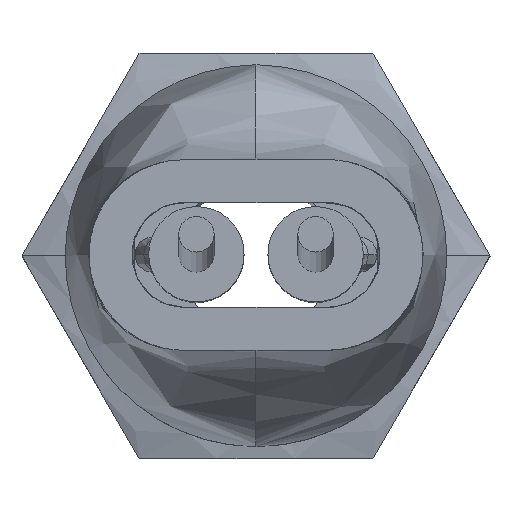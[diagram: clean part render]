
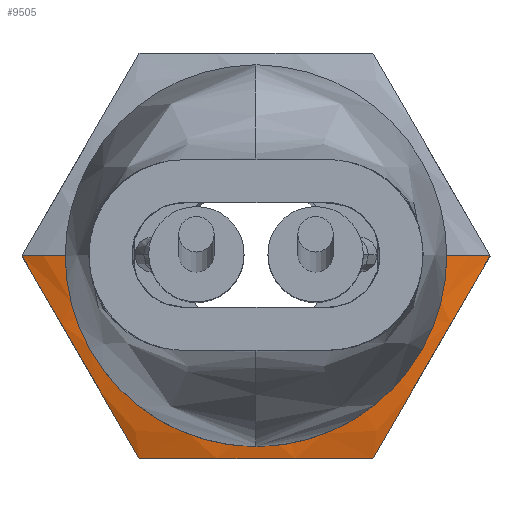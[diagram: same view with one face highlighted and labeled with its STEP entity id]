
A CAD part, top view. The second image highlights one B-rep face of the part: STEP entity #9505.
In plain terms, the highlighted toroidal (fillet/blend) face has major radius 7.031 mm and minor radius 8 mm.
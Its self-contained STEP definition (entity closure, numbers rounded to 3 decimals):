
#506 = CARTESIAN_POINT ( 'NONE',  ( 9.815, 0., 93.5 ) ) ;
#581 = CARTESIAN_POINT ( 'NONE',  ( 0., 0., 94. ) ) ;
#1115 = CARTESIAN_POINT ( 'NONE',  ( -2.87, -8.5, 93.764 ) ) ;
#1513 = CARTESIAN_POINT ( 'NONE',  ( -7.361, -4.25, 93.884 ) ) ;
#1852 = CARTESIAN_POINT ( 'NONE',  ( 7.031, 0., 86. ) ) ;
#2230 = CARTESIAN_POINT ( 'NONE',  ( 5.316, -7.792, 93.652 ) ) ;
#2374 = DIRECTION ( 'NONE',  ( 1., 0., 0. ) ) ;
#2463 = ORIENTED_EDGE ( 'NONE', *, *, #4489, .T. ) ;
#2581 = EDGE_CURVE ( 'NONE', #21521, #12851, #11537, .T. ) ;
#2659 = B_SPLINE_CURVE_WITH_KNOTS ( 'NONE', 3,
 ( #14715, #2230, #18341, #7599, #20124, #9400, #21926, #11201, #506 ),
 .UNSPECIFIED., .F., .F.,
 ( 4, 2, 1, 2, 4 ),
 ( 0., 0.002, 0.005, 0.007, 0.01 ),
 .UNSPECIFIED. ) ;
#2789 = ORIENTED_EDGE ( 'NONE', *, *, #11755, .T. ) ;
#2915 = CARTESIAN_POINT ( 'NONE',  ( -0.819, -8.5, 93.864 ) ) ;
#3091 = EDGE_CURVE ( 'NONE', #17281, #16203, #3827, .T. ) ;
#3309 = CARTESIAN_POINT ( 'NONE',  ( -5.725, -7.083, 93.738 ) ) ;
#3660 = DIRECTION ( 'NONE',  ( 0., 0., -1. ) ) ;
#3827 = B_SPLINE_CURVE_WITH_KNOTS ( 'NONE', 3,
 ( #9995, #8209, #18940, #11803, #1115, #13610, #2915, #15399, #4701, #17221, #6484, #19019 ),
 .UNSPECIFIED., .F., .F.,
 ( 4, 2, 2, 2, 2, 4 ),
 ( 0.061, 0.062, 0.063, 0.066, 0.068, 0.071 ),
 .UNSPECIFIED. ) ;
#4489 = EDGE_CURVE ( 'NONE', #14432, #17281, #18727, .T. ) ;
#4701 = CARTESIAN_POINT ( 'NONE',  ( 1.648, -8.5, 93.844 ) ) ;
#4787 = CARTESIAN_POINT ( 'NONE',  ( 7.031, 0., 94. ) ) ;
#4940 = AXIS2_PLACEMENT_3D ( 'NONE', #1852, #14346, #3660 ) ;
#5001 = CARTESIAN_POINT ( 'NONE',  ( 9.815, 0., 93.5 ) ) ;
#5011 = CARTESIAN_POINT ( 'NONE',  ( -9.815, 0., 93.5 ) ) ;
#5091 = CARTESIAN_POINT ( 'NONE',  ( -4.907, -8.5, 93.5 ) ) ;
#6484 = CARTESIAN_POINT ( 'NONE',  ( 4.099, -8.5, 93.65 ) ) ;
#6544 = CARTESIAN_POINT ( 'NONE',  ( 4.907, -8.5, 93.5 ) ) ;
#6571 = EDGE_LOOP ( 'NONE', ( #13906, #2463, #8648, #22637, #2789, #6790 ) ) ;
#6790 = ORIENTED_EDGE ( 'NONE', *, *, #2581, .F. ) ;
#6791 = CARTESIAN_POINT ( 'NONE',  ( -9.406, -0.708, 93.652 ) ) ;
#7599 = CARTESIAN_POINT ( 'NONE',  ( 6.543, -5.667, 93.844 ) ) ;
#7980 = CARTESIAN_POINT ( 'NONE',  ( -7.031, 0., 94. ) ) ;
#8209 = CARTESIAN_POINT ( 'NONE',  ( -4.504, -8.5, 93.575 ) ) ;
#8648 = ORIENTED_EDGE ( 'NONE', *, *, #3091, .T. ) ;
#9400 = CARTESIAN_POINT ( 'NONE',  ( 8.179, -2.833, 93.844 ) ) ;
#9505 = ADVANCED_FACE ( 'NONE', ( #19827 ), #13373, .T. ) ;
#9739 = DIRECTION ( 'NONE',  ( 0., 1., 0. ) ) ;
#9995 = CARTESIAN_POINT ( 'NONE',  ( -4.907, -8.5, 93.5 ) ) ;
#10524 = CARTESIAN_POINT ( 'NONE',  ( 0., 0., 86. ) ) ;
#10602 = DIRECTION ( 'NONE',  ( 1., 0., 0. ) ) ;
#11201 = CARTESIAN_POINT ( 'NONE',  ( 9.406, -0.708, 93.652 ) ) ;
#11537 = CIRCLE ( 'NONE', #21826, 7.031 ) ;
#11755 = EDGE_CURVE ( 'NONE', #16441, #12851, #16289, .T. ) ;
#11803 = CARTESIAN_POINT ( 'NONE',  ( -3.279, -8.5, 93.729 ) ) ;
#12203 = CARTESIAN_POINT ( 'NONE',  ( -8.179, -2.833, 93.844 ) ) ;
#12851 = VERTEX_POINT ( 'NONE', #4787 ) ;
#13077 = DIRECTION ( 'NONE',  ( 0., 0., 1. ) ) ;
#13373 = TOROIDAL_SURFACE ( 'NONE', #13912, 7.031, 8. ) ;
#13610 = CARTESIAN_POINT ( 'NONE',  ( -1.64, -8.5, 93.844 ) ) ;
#13680 = EDGE_CURVE ( 'NONE', #14432, #21521, #17423, .T. ) ;
#13906 = ORIENTED_EDGE ( 'NONE', *, *, #13680, .F. ) ;
#13912 = AXIS2_PLACEMENT_3D ( 'NONE', #10524, #21335, #10602 ) ;
#14000 = CARTESIAN_POINT ( 'NONE',  ( -6.543, -5.667, 93.844 ) ) ;
#14346 = DIRECTION ( 'NONE',  ( 0., -1., 0. ) ) ;
#14432 = VERTEX_POINT ( 'NONE', #22371 ) ;
#14715 = CARTESIAN_POINT ( 'NONE',  ( 4.907, -8.5, 93.5 ) ) ;
#15135 = AXIS2_PLACEMENT_3D ( 'NONE', #20470, #9739, #22270 ) ;
#15399 = CARTESIAN_POINT ( 'NONE',  ( 0.827, -8.5, 93.864 ) ) ;
#15790 = CARTESIAN_POINT ( 'NONE',  ( -5.316, -7.792, 93.652 ) ) ;
#16203 = VERTEX_POINT ( 'NONE', #6544 ) ;
#16289 = CIRCLE ( 'NONE', #4940, 8. ) ;
#16441 = VERTEX_POINT ( 'NONE', #5001 ) ;
#17221 = CARTESIAN_POINT ( 'NONE',  ( 3.284, -8.5, 93.737 ) ) ;
#17281 = VERTEX_POINT ( 'NONE', #18798 ) ;
#17423 = CIRCLE ( 'NONE', #15135, 8. ) ;
#18341 = CARTESIAN_POINT ( 'NONE',  ( 5.725, -7.083, 93.738 ) ) ;
#18727 = B_SPLINE_CURVE_WITH_KNOTS ( 'NONE', 3,
 ( #5011, #6791, #22915, #12203, #1513, #14000, #3309, #15790, #5091 ),
 .UNSPECIFIED., .F., .F.,
 ( 4, 2, 1, 2, 4 ),
 ( 0., 0.002, 0.005, 0.007, 0.01 ),
 .UNSPECIFIED. ) ;
#18798 = CARTESIAN_POINT ( 'NONE',  ( -4.907, -8.5, 93.5 ) ) ;
#18940 = CARTESIAN_POINT ( 'NONE',  ( -4.096, -8.5, 93.634 ) ) ;
#19019 = CARTESIAN_POINT ( 'NONE',  ( 4.907, -8.5, 93.5 ) ) ;
#19827 = FACE_OUTER_BOUND ( 'NONE', #6571, .T. ) ;
#20124 = CARTESIAN_POINT ( 'NONE',  ( 7.361, -4.25, 93.884 ) ) ;
#20470 = CARTESIAN_POINT ( 'NONE',  ( -7.031, 0., 86. ) ) ;
#20650 = EDGE_CURVE ( 'NONE', #16203, #16441, #2659, .T. ) ;
#21335 = DIRECTION ( 'NONE',  ( 0., 0., 1. ) ) ;
#21521 = VERTEX_POINT ( 'NONE', #7980 ) ;
#21826 = AXIS2_PLACEMENT_3D ( 'NONE', #581, #13077, #2374 ) ;
#21926 = CARTESIAN_POINT ( 'NONE',  ( 8.997, -1.417, 93.738 ) ) ;
#22270 = DIRECTION ( 'NONE',  ( -1., 0., 0. ) ) ;
#22371 = CARTESIAN_POINT ( 'NONE',  ( -9.815, 0., 93.5 ) ) ;
#22637 = ORIENTED_EDGE ( 'NONE', *, *, #20650, .T. ) ;
#22915 = CARTESIAN_POINT ( 'NONE',  ( -8.997, -1.417, 93.738 ) ) ;
